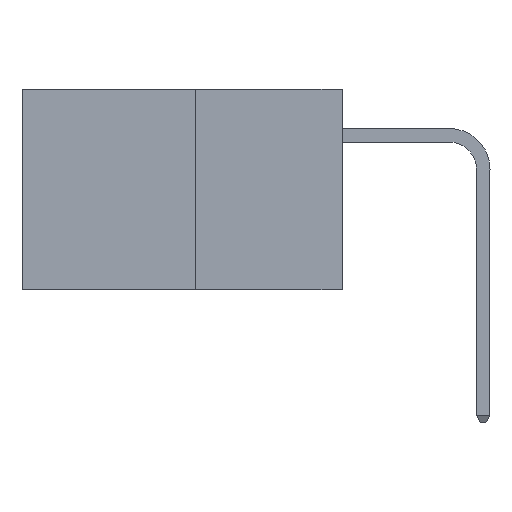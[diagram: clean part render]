
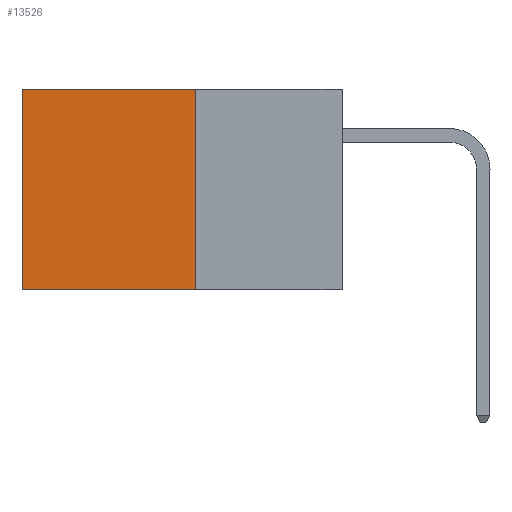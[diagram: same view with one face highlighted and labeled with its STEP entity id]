
A CAD part, left-side view. The second image highlights one B-rep face of the part: STEP entity #13526.
In plain terms, the highlighted planar face has unit normal (-1, 0, 0).
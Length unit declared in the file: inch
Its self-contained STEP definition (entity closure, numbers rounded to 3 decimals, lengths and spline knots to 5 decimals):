
#211 = CARTESIAN_POINT ( 'NONE',  ( 0.277, 0.59, -0.37 ) ) ;
#1433 = PLANE ( 'NONE',  #9155 ) ;
#2167 = DIRECTION ( 'NONE',  ( 0., 1., 0. ) ) ;
#2827 = LINE ( 'NONE', #16834, #14720 ) ;
#3396 = VERTEX_POINT ( 'NONE', #25799 ) ;
#3842 = DIRECTION ( 'NONE',  ( 1., 0., 0. ) ) ;
#4429 = ORIENTED_EDGE ( 'NONE', *, *, #6441, .T. ) ;
#6441 = EDGE_CURVE ( 'NONE', #14502, #3396, #14262, .T. ) ;
#7888 = VERTEX_POINT ( 'NONE', #7914 ) ;
#7914 = CARTESIAN_POINT ( 'NONE',  ( 0.277, 0.27, 0. ) ) ;
#7934 = CARTESIAN_POINT ( 'NONE',  ( 0.277, 0.59, 0. ) ) ;
#7937 = VECTOR ( 'NONE', #19647, 39.37008 ) ;
#9155 = AXIS2_PLACEMENT_3D ( 'NONE', #17996, #3842, #20371 ) ;
#9700 = DIRECTION ( 'NONE',  ( 0., 0., -1. ) ) ;
#10322 = EDGE_CURVE ( 'NONE', #18871, #3396, #13996, .T. ) ;
#13244 = VECTOR ( 'NONE', #15822, 39.37008 ) ;
#13526 = ADVANCED_FACE ( 'NONE', ( #14897 ), #1433, .F. ) ;
#13996 = LINE ( 'NONE', #16152, #13244 ) ;
#14262 = LINE ( 'NONE', #211, #7937 ) ;
#14443 = ORIENTED_EDGE ( 'NONE', *, *, #10322, .F. ) ;
#14502 = VERTEX_POINT ( 'NONE', #7934 ) ;
#14720 = VECTOR ( 'NONE', #9700, 39.37008 ) ;
#14797 = ORIENTED_EDGE ( 'NONE', *, *, #22596, .T. ) ;
#14897 = FACE_OUTER_BOUND ( 'NONE', #16720, .T. ) ;
#15822 = DIRECTION ( 'NONE',  ( 0., 1., 0. ) ) ;
#16152 = CARTESIAN_POINT ( 'NONE',  ( 0.277, 0.27, -0.37 ) ) ;
#16720 = EDGE_LOOP ( 'NONE', ( #4429, #14443, #29391, #14797 ) ) ;
#16834 = CARTESIAN_POINT ( 'NONE',  ( 0.277, 0.27, -0.37 ) ) ;
#17996 = CARTESIAN_POINT ( 'NONE',  ( 0.277, 0.27, -0.37 ) ) ;
#18871 = VERTEX_POINT ( 'NONE', #22852 ) ;
#19647 = DIRECTION ( 'NONE',  ( 0., 0., -1. ) ) ;
#20371 = DIRECTION ( 'NONE',  ( 0., 0., -1. ) ) ;
#22596 = EDGE_CURVE ( 'NONE', #7888, #14502, #30332, .T. ) ;
#22852 = CARTESIAN_POINT ( 'NONE',  ( 0.277, 0.27, -0.37 ) ) ;
#23950 = EDGE_CURVE ( 'NONE', #7888, #18871, #2827, .T. ) ;
#24031 = VECTOR ( 'NONE', #2167, 39.37008 ) ;
#25799 = CARTESIAN_POINT ( 'NONE',  ( 0.277, 0.59, -0.37 ) ) ;
#29391 = ORIENTED_EDGE ( 'NONE', *, *, #23950, .F. ) ;
#30332 = LINE ( 'NONE', #30557, #24031 ) ;
#30557 = CARTESIAN_POINT ( 'NONE',  ( 0.277, 0.27, 0. ) ) ;
